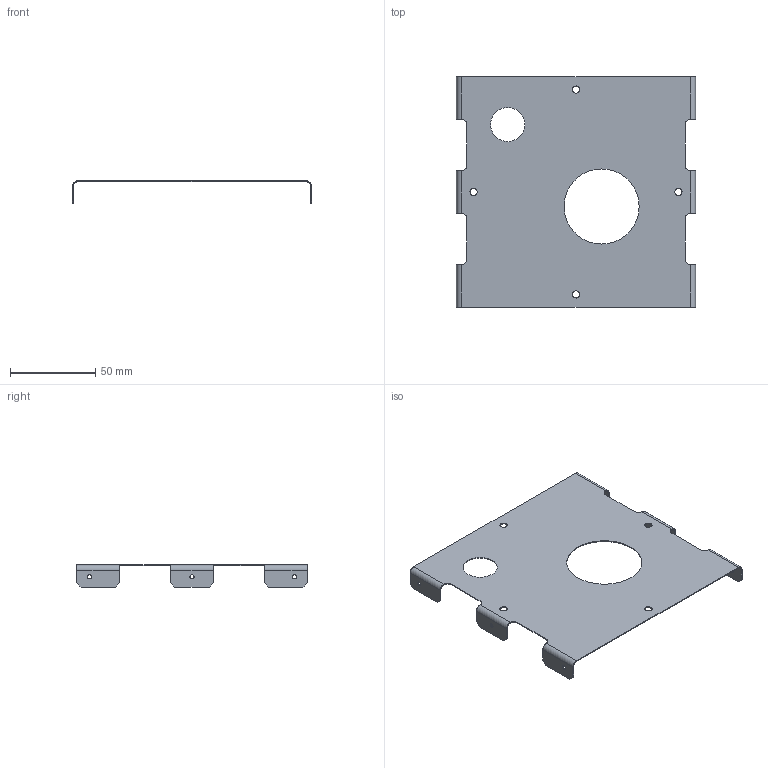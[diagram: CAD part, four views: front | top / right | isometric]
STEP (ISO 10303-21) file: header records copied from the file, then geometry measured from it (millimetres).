
FILE_DESCRIPTION(('FreeCAD Model'),'2;1');
FILE_NAME('C1080-3.step', '2018-11-15T17:46:33',('Author'),(''), 'Open CASCADE STEP processor 7.3','FreeCAD','Unknown');
FILE_SCHEMA(('AUTOMOTIVE_DESIGN { 1 0 10303 214 1 1 1 1 }'));
Length unit declared in the file: millimetre
Products named in the file (1): Chamfer
Bounding box: 140 x 135 x 13 mm (x, y, z)
Volume: 8969.3 mm3; surface area: 36379.8 mm2
Topology: 1 solids, 1 shells, 94 faces, 228 edges, 136 vertices
Faces by surface type: plane 62, cylinder 32
Full cylindrical faces by diameter (mm): 2.4 x6, 4.2 x4, 20 x1, 44 x1
Entity records: 2761 total; most frequent: DIRECTION 482, CARTESIAN_POINT 459, ORIENTED_EDGE 456, EDGE_CURVE 228, LINE 164, VECTOR 164, AXIS2_PLACEMENT_3D 159, VERTEX_POINT 136
